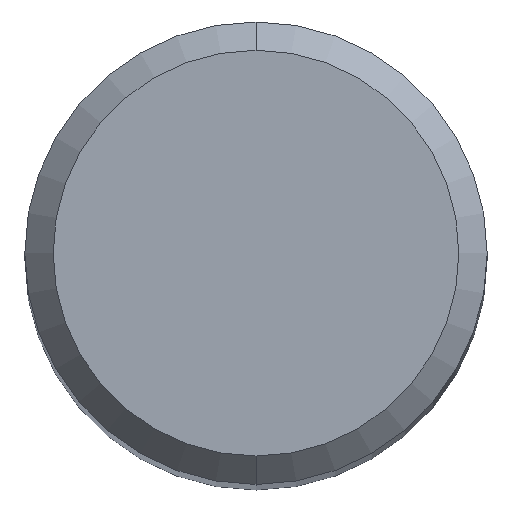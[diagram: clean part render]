
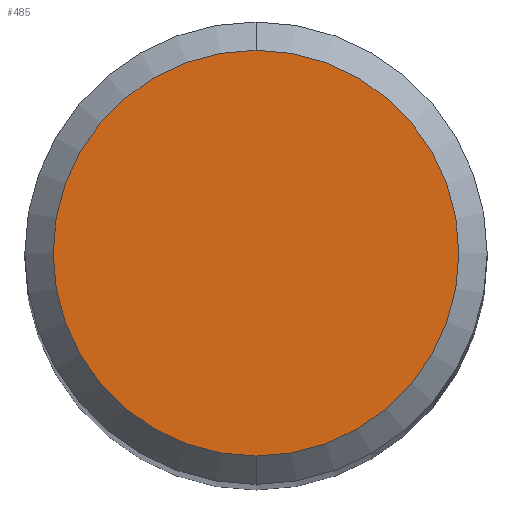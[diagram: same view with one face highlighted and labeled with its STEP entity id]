
A CAD part, top view. The second image highlights one B-rep face of the part: STEP entity #485.
In plain terms, the highlighted planar face has unit normal (0, 0, 1).
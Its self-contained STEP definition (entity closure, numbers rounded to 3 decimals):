
#283=EDGE_CURVE('',#517,#545,#681,.T.);
#387=EDGE_CURVE('',#545,#517,#797,.T.);
#485=ADVANCED_FACE('',(#902),#903,.T.);
#517=VERTEX_POINT('',#938);
#545=VERTEX_POINT('',#971);
#681=CIRCLE('',#1131,2.842);
#797=CIRCLE('',#1356,2.842);
#902=FACE_OUTER_BOUND('',#1533,.T.);
#903=PLANE('',#1534);
#938=CARTESIAN_POINT('',(0.,-2.842,0.0));
#971=CARTESIAN_POINT('',(0.0,2.842,0.0));
#1131=AXIS2_PLACEMENT_3D('',#1885,#1886,#1887);
#1356=AXIS2_PLACEMENT_3D('',#2038,#2039,#2040);
#1533=EDGE_LOOP('',(#2139,#2140));
#1534=AXIS2_PLACEMENT_3D('',#2141,#2142,#2143);
#1885=CARTESIAN_POINT('',(0.0,0.0,0.0));
#1886=DIRECTION('',(0.0,0.0,-1.0));
#1887=DIRECTION('',(0.0,1.0,0.0));
#2038=CARTESIAN_POINT('',(0.0,0.0,0.0));
#2039=DIRECTION('',(0.0,0.0,-1.0));
#2040=DIRECTION('',(0.0,1.0,0.0));
#2139=ORIENTED_EDGE('',*,*,#387,.F.);
#2140=ORIENTED_EDGE('',*,*,#283,.F.);
#2141=CARTESIAN_POINT('',(0.0,1.421,0.0));
#2142=DIRECTION('',(-0.0,0.0,1.0));
#2143=DIRECTION('',(0.0,-1.0,0.0));
